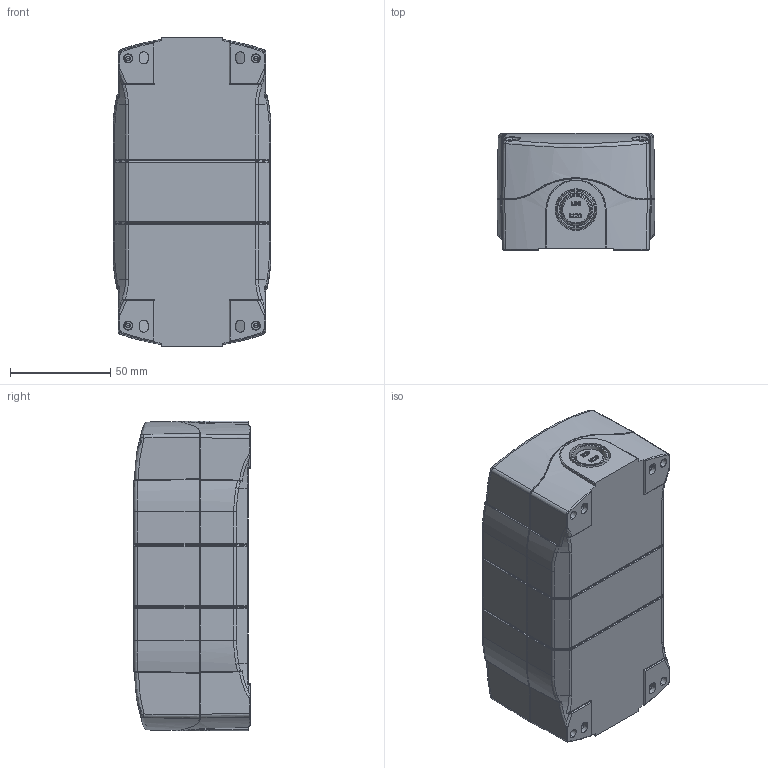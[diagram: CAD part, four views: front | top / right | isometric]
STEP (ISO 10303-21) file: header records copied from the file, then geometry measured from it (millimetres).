
FILE_DESCRIPTION((''),'2;1');
FILE_NAME('800F-3PM_SIMPLIFIED_ASM','2013-06-27T',('jqtang'),('Rockwell Automation'),'PRO/ENGINEER BY PARAMETRIC TECHNOLOGY CORPORATION, 2010140','PRO/ENGINEER BY PARAMETRIC TECHNOLOGY CORPORATION, 2010140','');
FILE_SCHEMA(('CONFIG_CONTROL_DESIGN'));
Length unit declared in the file: millimetre
Products named in the file (4): 40359-122-02_SIMPLIFIED; 40359-40359-127_SIMPLIFIED; 40359-202_SIMPLIFIED; 800F-3PM_SIMPLIFIED_ASM
Assembly tree (6 placements, depth 2):
  800F-3PM_SIMPLIFIED_ASM
    40359-122-02_SIMPLIFIED
    40359-40359-127_SIMPLIFIED
    40359-202_SIMPLIFIED  x4
Bounding box: 78.53 x 58.1 x 154.2 mm (x, y, z)
Volume: 158083.2 mm3; surface area: 97545.1 mm2
Topology: 6 solids, 6 shells, 1180 faces, 3122 edges, 1994 vertices
Faces by surface type: plane 679, cylinder 193, cone 128, bspline 126, torus 46, extrusion 4, sphere 4
Entity records: 38487 total; most frequent: CARTESIAN_POINT 13832, ORIENTED_EDGE 5484, DIRECTION 4537, EDGE_CURVE 2742, VERTEX_POINT 1745, VECTOR 1689, LINE 1685, AXIS2_PLACEMENT_3D 1424
